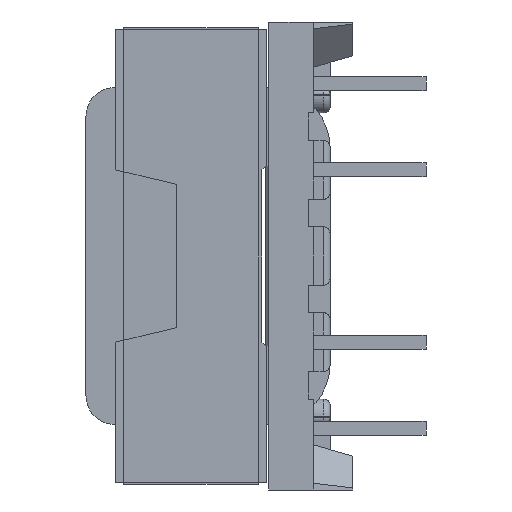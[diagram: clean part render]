
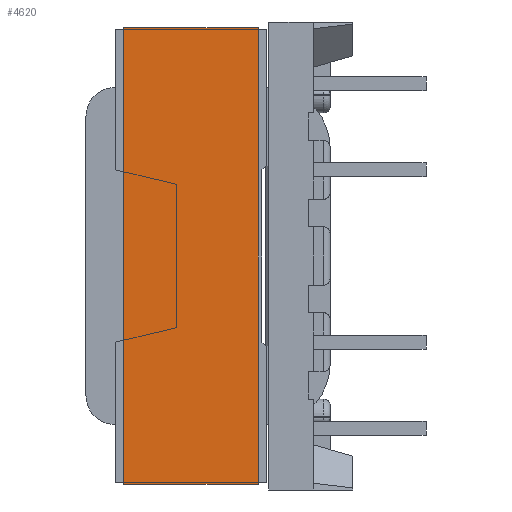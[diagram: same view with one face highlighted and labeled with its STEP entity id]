
A CAD part, left-side view. The second image highlights one B-rep face of the part: STEP entity #4620.
In plain terms, the highlighted planar face has unit normal (-1, 0, 0).
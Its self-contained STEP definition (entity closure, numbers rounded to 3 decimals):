
#88 = CARTESIAN_POINT ( 'NONE',  ( -0.1, 0.1, -5.97 ) ) ;
#1419 = PLANE ( 'NONE',  #2736 ) ;
#1632 = DIRECTION ( 'NONE',  ( 0., -1., 0. ) ) ;
#1932 = VECTOR ( 'NONE', #5162, 1000. ) ;
#1963 = CARTESIAN_POINT ( 'NONE',  ( -0.1, -20.1, -5.97 ) ) ;
#2191 = ORIENTED_EDGE ( 'NONE', *, *, #9851, .F. ) ;
#2239 = VERTEX_POINT ( 'NONE', #1963 ) ;
#2280 = CARTESIAN_POINT ( 'NONE',  ( -0.1, 0.1, -5.97 ) ) ;
#2296 = CARTESIAN_POINT ( 'NONE',  ( -0.1, 0.1, 0. ) ) ;
#2544 = LINE ( 'NONE', #2296, #2955 ) ;
#2736 = AXIS2_PLACEMENT_3D ( 'NONE', #6436, #5599, #7386 ) ;
#2955 = VECTOR ( 'NONE', #4469, 1000. ) ;
#3458 = LINE ( 'NONE', #88, #8792 ) ;
#3937 = CARTESIAN_POINT ( 'NONE',  ( -0.1, 0.1, 0. ) ) ;
#4469 = DIRECTION ( 'NONE',  ( 0., -1., 0. ) ) ;
#4620 = ADVANCED_FACE ( 'NONE', ( #7863 ), #1419, .T. ) ;
#5162 = DIRECTION ( 'NONE',  ( 0., 0., 1. ) ) ;
#5599 = DIRECTION ( 'NONE',  ( -1., 0., 0. ) ) ;
#5617 = EDGE_LOOP ( 'NONE', ( #10045, #2191, #10533, #7647 ) ) ;
#5793 = EDGE_CURVE ( 'NONE', #10751, #2239, #10940, .T. ) ;
#5804 = CARTESIAN_POINT ( 'NONE',  ( -0.1, 0.1, -5.97 ) ) ;
#6099 = LINE ( 'NONE', #8062, #1932 ) ;
#6436 = CARTESIAN_POINT ( 'NONE',  ( -0.1, 0.1, -5.97 ) ) ;
#6524 = VERTEX_POINT ( 'NONE', #10501 ) ;
#6559 = VERTEX_POINT ( 'NONE', #3937 ) ;
#7386 = DIRECTION ( 'NONE',  ( 0., -1., 0. ) ) ;
#7647 = ORIENTED_EDGE ( 'NONE', *, *, #7723, .T. ) ;
#7723 = EDGE_CURVE ( 'NONE', #2239, #6524, #6099, .T. ) ;
#7863 = FACE_OUTER_BOUND ( 'NONE', #5617, .T. ) ;
#8062 = CARTESIAN_POINT ( 'NONE',  ( -0.1, -20.1, -5.97 ) ) ;
#8063 = DIRECTION ( 'NONE',  ( 0., 0., 1. ) ) ;
#8792 = VECTOR ( 'NONE', #8063, 1000. ) ;
#9851 = EDGE_CURVE ( 'NONE', #10751, #6559, #3458, .T. ) ;
#10045 = ORIENTED_EDGE ( 'NONE', *, *, #10301, .F. ) ;
#10301 = EDGE_CURVE ( 'NONE', #6559, #6524, #2544, .T. ) ;
#10501 = CARTESIAN_POINT ( 'NONE',  ( -0.1, -20.1, 0. ) ) ;
#10533 = ORIENTED_EDGE ( 'NONE', *, *, #5793, .T. ) ;
#10680 = VECTOR ( 'NONE', #1632, 1000. ) ;
#10751 = VERTEX_POINT ( 'NONE', #2280 ) ;
#10940 = LINE ( 'NONE', #5804, #10680 ) ;
